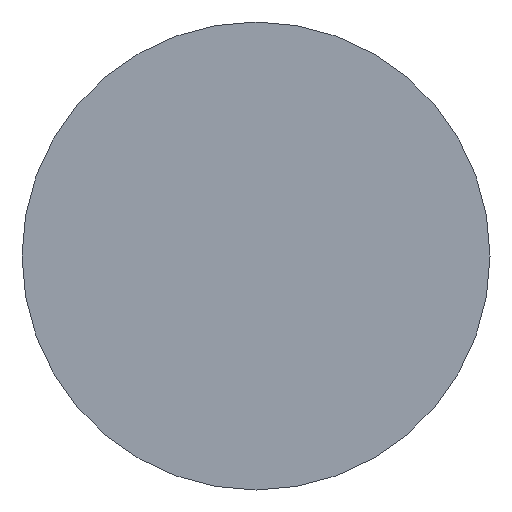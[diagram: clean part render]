
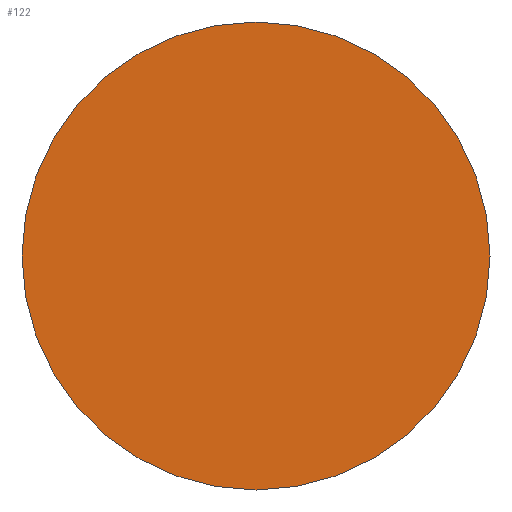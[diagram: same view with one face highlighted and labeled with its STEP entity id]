
A CAD part, front view. The second image highlights one B-rep face of the part: STEP entity #122.
In plain terms, the highlighted planar face has unit normal (0, -1, 0).
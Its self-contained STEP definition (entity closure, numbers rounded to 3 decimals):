
#15=CARTESIAN_POINT('',(0.,0.,0.));
#16=DIRECTION('',(0.,-1.,0.));
#17=DIRECTION('',(1.,0.,0.));
#18=AXIS2_PLACEMENT_3D('',#15,#16,#17);
#28=CARTESIAN_POINT('',(0.,0.,0.));
#29=DIRECTION('',(0.,1.,0.));
#30=DIRECTION('',(1.,0.,0.));
#31=AXIS2_PLACEMENT_3D('',#28,#29,#30);
#91=CARTESIAN_POINT('',(30.,0.,0.));
#93=VERTEX_POINT('',#91);
#95=CARTESIAN_POINT('',(-30.,0.,0.));
#97=VERTEX_POINT('',#95);
#111=CARTESIAN_POINT('',(0.,0.,0.));
#112=DIRECTION('',(0.,-1.,0.));
#113=DIRECTION('',(-1.,0.,0.));
#114=AXIS2_PLACEMENT_3D('',#111,#112,#113);
#115=PLANE('',#114);
#117=ORIENTED_EDGE('',*,*,#116,.F.);
#119=ORIENTED_EDGE('',*,*,#118,.T.);
#120=EDGE_LOOP('',(#117,#119));
#121=FACE_OUTER_BOUND('',#120,.F.);
#19=CIRCLE('',#18,30.);
#32=CIRCLE('',#31,30.);
#116=EDGE_CURVE('',#93,#97,#19,.T.);
#118=EDGE_CURVE('',#93,#97,#32,.T.);
#122=ADVANCED_FACE('',(#121),#115,.T.);
